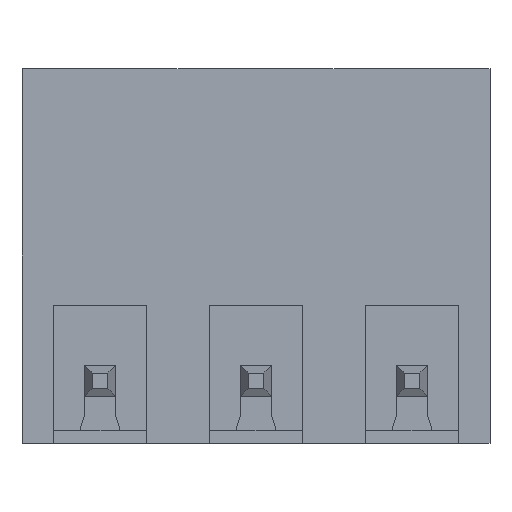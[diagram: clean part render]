
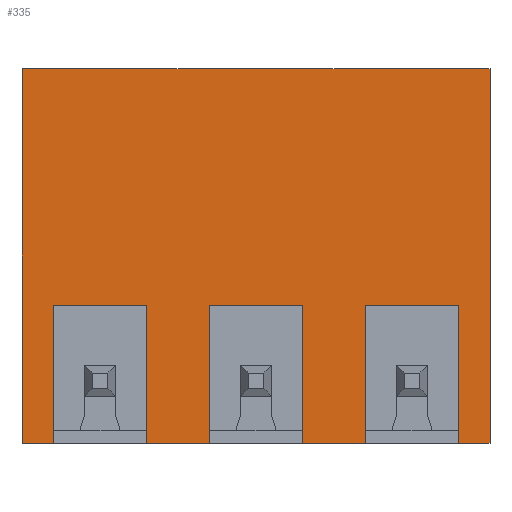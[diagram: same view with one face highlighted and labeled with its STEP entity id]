
A CAD part, front view. The second image highlights one B-rep face of the part: STEP entity #335.
In plain terms, the highlighted planar face has unit normal (0, -1, 0).
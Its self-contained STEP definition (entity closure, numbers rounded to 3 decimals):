
#335 = ADVANCED_FACE( '', ( #704 ), #705, .T. );
#704 = FACE_OUTER_BOUND( '', #1123, .T. );
#705 = PLANE( '', #1124 );
#1123 = EDGE_LOOP( '', ( #1914, #1915, #1916, #1917, #1918, #1919, #1920, #1921, #1922, #1923, #1924, #1925, #1926, #1927, #1928, #1929 ) );
#1124 = AXIS2_PLACEMENT_3D( '', #1930, #1931, #1932 );
#1914 = ORIENTED_EDGE( '', *, *, #2875, .T. );
#1915 = ORIENTED_EDGE( '', *, *, #2670, .F. );
#1916 = ORIENTED_EDGE( '', *, *, #2885, .F. );
#1917 = ORIENTED_EDGE( '', *, *, #2786, .F. );
#1918 = ORIENTED_EDGE( '', *, *, #2886, .F. );
#1919 = ORIENTED_EDGE( '', *, *, #2887, .T. );
#1920 = ORIENTED_EDGE( '', *, *, #2888, .F. );
#1921 = ORIENTED_EDGE( '', *, *, #2889, .F. );
#1922 = ORIENTED_EDGE( '', *, *, #2890, .F. );
#1923 = ORIENTED_EDGE( '', *, *, #2648, .T. );
#1924 = ORIENTED_EDGE( '', *, *, #2891, .F. );
#1925 = ORIENTED_EDGE( '', *, *, #2794, .F. );
#1926 = ORIENTED_EDGE( '', *, *, #2854, .F. );
#1927 = ORIENTED_EDGE( '', *, *, #2892, .T. );
#1928 = ORIENTED_EDGE( '', *, *, #2893, .F. );
#1929 = ORIENTED_EDGE( '', *, *, #2894, .T. );
#1930 = CARTESIAN_POINT( '', ( 7.5, -4.25, -6. ) );
#1931 = DIRECTION( '', ( 0., -1., 0. ) );
#1932 = DIRECTION( '', ( 0., 0., -1. ) );
#2648 = EDGE_CURVE( '', #3189, #3187, #3190, .T. );
#2670 = EDGE_CURVE( '', #3227, #3229, #3230, .T. );
#2786 = EDGE_CURVE( '', #3420, #3415, #3422, .T. );
#2794 = EDGE_CURVE( '', #3432, #3428, #3434, .T. );
#2854 = EDGE_CURVE( '', #3510, #3432, #3511, .T. );
#2875 = EDGE_CURVE( '', #3541, #3229, #3542, .T. );
#2885 = EDGE_CURVE( '', #3415, #3227, #3556, .T. );
#2886 = EDGE_CURVE( '', #3557, #3420, #3558, .T. );
#2887 = EDGE_CURVE( '', #3557, #3559, #3560, .T. );
#2888 = EDGE_CURVE( '', #3561, #3559, #3562, .T. );
#2889 = EDGE_CURVE( '', #3563, #3561, #3564, .T. );
#2890 = EDGE_CURVE( '', #3189, #3563, #3565, .T. );
#2891 = EDGE_CURVE( '', #3428, #3187, #3566, .T. );
#2892 = EDGE_CURVE( '', #3510, #3567, #3568, .T. );
#2893 = EDGE_CURVE( '', #3569, #3567, #3570, .T. );
#2894 = EDGE_CURVE( '', #3569, #3541, #3571, .T. );
#3187 = VERTEX_POINT( '', #3966 );
#3189 = VERTEX_POINT( '', #3969 );
#3190 = LINE( '', #3970, #3971 );
#3227 = VERTEX_POINT( '', #4025 );
#3229 = VERTEX_POINT( '', #4028 );
#3230 = LINE( '', #4029, #4030 );
#3415 = VERTEX_POINT( '', #4297 );
#3420 = VERTEX_POINT( '', #4305 );
#3422 = LINE( '', #4308, #4309 );
#3428 = VERTEX_POINT( '', #4317 );
#3432 = VERTEX_POINT( '', #4323 );
#3434 = LINE( '', #4326, #4327 );
#3510 = VERTEX_POINT( '', #4443 );
#3511 = LINE( '', #4444, #4445 );
#3541 = VERTEX_POINT( '', #4487 );
#3542 = LINE( '', #4488, #4489 );
#3556 = LINE( '', #4507, #4508 );
#3557 = VERTEX_POINT( '', #4509 );
#3558 = LINE( '', #4510, #4511 );
#3559 = VERTEX_POINT( '', #4512 );
#3560 = LINE( '', #4513, #4514 );
#3561 = VERTEX_POINT( '', #4515 );
#3562 = LINE( '', #4516, #4517 );
#3563 = VERTEX_POINT( '', #4518 );
#3564 = LINE( '', #4519, #4520 );
#3565 = LINE( '', #4521, #4522 );
#3566 = LINE( '', #4523, #4524 );
#3567 = VERTEX_POINT( '', #4525 );
#3568 = LINE( '', #4526, #4527 );
#3569 = VERTEX_POINT( '', #4528 );
#3570 = LINE( '', #4529, #4530 );
#3571 = LINE( '', #4531, #4532 );
#3966 = CARTESIAN_POINT( '', ( 1.5, -4.25, -6. ) );
#3969 = CARTESIAN_POINT( '', ( 1.5, -4.25, -1.6 ) );
#3970 = CARTESIAN_POINT( '', ( 1.5, -4.25, -5.6 ) );
#3971 = VECTOR( '', #4915, 1000. );
#4025 = CARTESIAN_POINT( '', ( -7.5, -4.25, -6. ) );
#4028 = CARTESIAN_POINT( '', ( -7.5, -4.25, 6. ) );
#4029 = CARTESIAN_POINT( '', ( -7.5, -4.25, -6. ) );
#4030 = VECTOR( '', #4934, 1000. );
#4297 = CARTESIAN_POINT( '', ( -6.5, -4.25, -6. ) );
#4305 = CARTESIAN_POINT( '', ( -6.5, -4.25, -1.6 ) );
#4308 = CARTESIAN_POINT( '', ( -6.5, -4.25, -5.6 ) );
#4309 = VECTOR( '', #5042, 1000. );
#4317 = CARTESIAN_POINT( '', ( 3.5, -4.25, -6. ) );
#4323 = CARTESIAN_POINT( '', ( 3.5, -4.25, -1.6 ) );
#4326 = CARTESIAN_POINT( '', ( 3.5, -4.25, -5.6 ) );
#4327 = VECTOR( '', #5048, 1000. );
#4443 = CARTESIAN_POINT( '', ( 6.5, -4.25, -1.6 ) );
#4444 = CARTESIAN_POINT( '', ( 6.5, -4.25, -1.6 ) );
#4445 = VECTOR( '', #5092, 1000. );
#4487 = CARTESIAN_POINT( '', ( 7.5, -4.25, 6. ) );
#4488 = CARTESIAN_POINT( '', ( 7.5, -4.25, 6. ) );
#4489 = VECTOR( '', #5114, 1000. );
#4507 = CARTESIAN_POINT( '', ( 7.5, -4.25, -6. ) );
#4508 = VECTOR( '', #5128, 1000. );
#4509 = CARTESIAN_POINT( '', ( -3.5, -4.25, -1.6 ) );
#4510 = CARTESIAN_POINT( '', ( -3.5, -4.25, -1.6 ) );
#4511 = VECTOR( '', #5129, 1000. );
#4512 = CARTESIAN_POINT( '', ( -3.5, -4.25, -6. ) );
#4513 = CARTESIAN_POINT( '', ( -3.5, -4.25, -5.6 ) );
#4514 = VECTOR( '', #5130, 1000. );
#4515 = CARTESIAN_POINT( '', ( -1.5, -4.25, -6. ) );
#4516 = CARTESIAN_POINT( '', ( 7.5, -4.25, -6. ) );
#4517 = VECTOR( '', #5131, 1000. );
#4518 = CARTESIAN_POINT( '', ( -1.5, -4.25, -1.6 ) );
#4519 = CARTESIAN_POINT( '', ( -1.5, -4.25, -5.6 ) );
#4520 = VECTOR( '', #5132, 1000. );
#4521 = CARTESIAN_POINT( '', ( 1.5, -4.25, -1.6 ) );
#4522 = VECTOR( '', #5133, 1000. );
#4523 = CARTESIAN_POINT( '', ( 7.5, -4.25, -6. ) );
#4524 = VECTOR( '', #5134, 1000. );
#4525 = CARTESIAN_POINT( '', ( 6.5, -4.25, -6. ) );
#4526 = CARTESIAN_POINT( '', ( 6.5, -4.25, -5.6 ) );
#4527 = VECTOR( '', #5135, 1000. );
#4528 = CARTESIAN_POINT( '', ( 7.5, -4.25, -6. ) );
#4529 = CARTESIAN_POINT( '', ( 7.5, -4.25, -6. ) );
#4530 = VECTOR( '', #5136, 1000. );
#4531 = CARTESIAN_POINT( '', ( 7.5, -4.25, -6. ) );
#4532 = VECTOR( '', #5137, 1000. );
#4915 = DIRECTION( '', ( 0., 0., -1. ) );
#4934 = DIRECTION( '', ( 0., 0., 1. ) );
#5042 = DIRECTION( '', ( 0., 0., -1. ) );
#5048 = DIRECTION( '', ( 0., 0., -1. ) );
#5092 = DIRECTION( '', ( -1., 0., 0. ) );
#5114 = DIRECTION( '', ( -1., 0., 0. ) );
#5128 = DIRECTION( '', ( -1., 0., 0. ) );
#5129 = DIRECTION( '', ( -1., 0., 0. ) );
#5130 = DIRECTION( '', ( 0., 0., -1. ) );
#5131 = DIRECTION( '', ( -1., 0., 0. ) );
#5132 = DIRECTION( '', ( 0., 0., -1. ) );
#5133 = DIRECTION( '', ( -1., 0., 0. ) );
#5134 = DIRECTION( '', ( -1., 0., 0. ) );
#5135 = DIRECTION( '', ( 0., 0., -1. ) );
#5136 = DIRECTION( '', ( -1., 0., 0. ) );
#5137 = DIRECTION( '', ( 0., 0., 1. ) );
